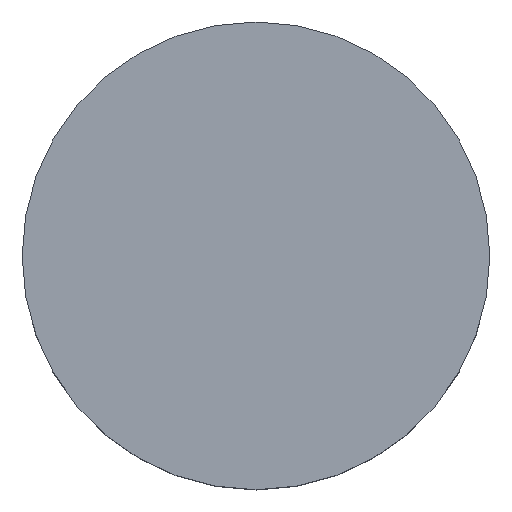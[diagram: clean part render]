
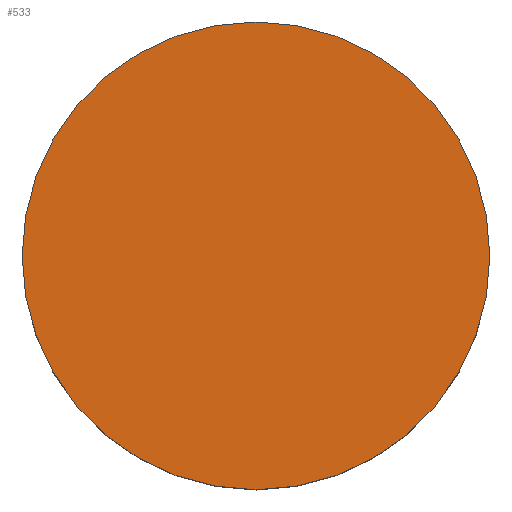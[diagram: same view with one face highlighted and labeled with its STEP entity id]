
A CAD part, top view. The second image highlights one B-rep face of the part: STEP entity #533.
In plain terms, the highlighted planar face has unit normal (0, 0, 1).
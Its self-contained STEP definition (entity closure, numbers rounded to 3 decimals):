
#258=CARTESIAN_POINT('',(0.,0.,25.));
#259=DIRECTION('',(0.,0.,1.));
#260=DIRECTION('',(0.,1.,0.));
#261=AXIS2_PLACEMENT_3D('',#258,#259,#260);
#266=CARTESIAN_POINT('',(0.,0.,25.));
#267=DIRECTION('',(0.,0.,-1.));
#268=DIRECTION('',(0.,1.,0.));
#269=AXIS2_PLACEMENT_3D('',#266,#267,#268);
#321=CARTESIAN_POINT('',(0.,20.,25.));
#323=VERTEX_POINT('',#321);
#325=CARTESIAN_POINT('',(0.,-20.,25.));
#327=VERTEX_POINT('',#325);
#524=CARTESIAN_POINT('',(0.,0.,25.));
#525=DIRECTION('',(0.,0.,-1.));
#526=DIRECTION('',(0.,-1.,0.));
#527=AXIS2_PLACEMENT_3D('',#524,#525,#526);
#528=PLANE('',#527);
#529=ORIENTED_EDGE('',*,*,#503,.F.);
#530=ORIENTED_EDGE('',*,*,#519,.T.);
#531=EDGE_LOOP('',(#529,#530));
#532=FACE_OUTER_BOUND('',#531,.F.);
#533=ADVANCED_FACE('',(#532),#528,.F.);
#262=CIRCLE('',#261,20.);
#270=CIRCLE('',#269,20.);
#503=EDGE_CURVE('',#323,#327,#262,.T.);
#519=EDGE_CURVE('',#323,#327,#270,.T.);
